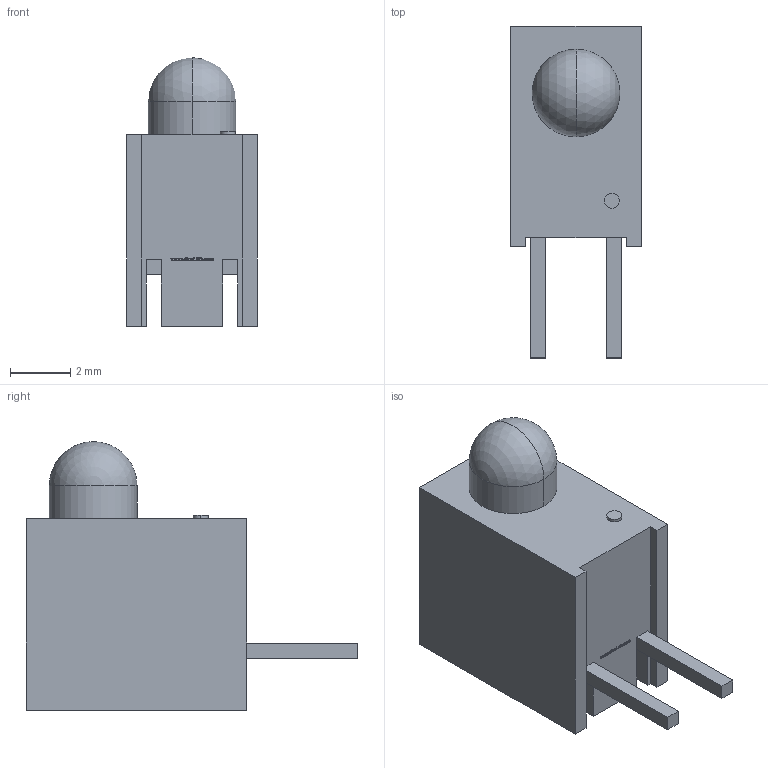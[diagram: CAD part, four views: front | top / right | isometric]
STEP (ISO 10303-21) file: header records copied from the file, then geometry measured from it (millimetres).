
FILE_DESCRIPTION (( 'STEP AP214' ), '1' );
FILE_NAME ('XNK1Lxx147.STEP', '2015-09-08T18:20:07', ( '' ), ( '' ), 'SwSTEP 2.0', 'SolidWorks 2012', '' );
FILE_SCHEMA (( 'AUTOMOTIVE_DESIGN' ));
Length unit declared in the file: millimetre
Products named in the file (1): XNK1Lxx147
Bounding box: 4.32 x 10.98 x 8.89 mm (x, y, z)
Volume: 196.5 mm3; surface area: 293.8 mm2
Topology: 1 solids, 1 shells, 227 faces, 620 edges, 411 vertices
Faces by surface type: plane 151, bspline 68, cylinder 6, sphere 2
Entity records: 12117 total; most frequent: CARTESIAN_POINT 4465, ORIENTED_EDGE 1232, DIRECTION 814, EDGE_CURVE 616, LINE 466, VECTOR 466, VERTEX_POINT 409, EDGE_LOOP 245
